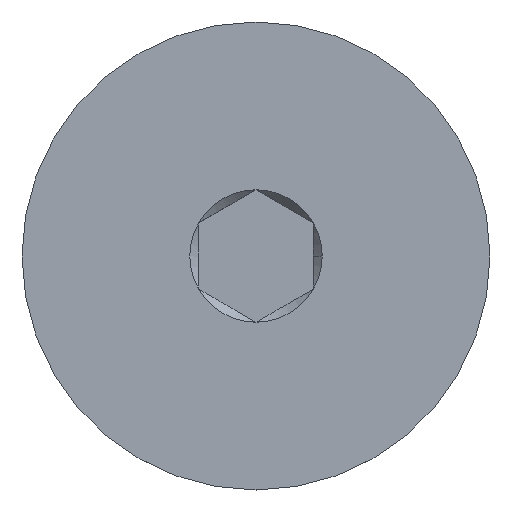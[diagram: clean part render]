
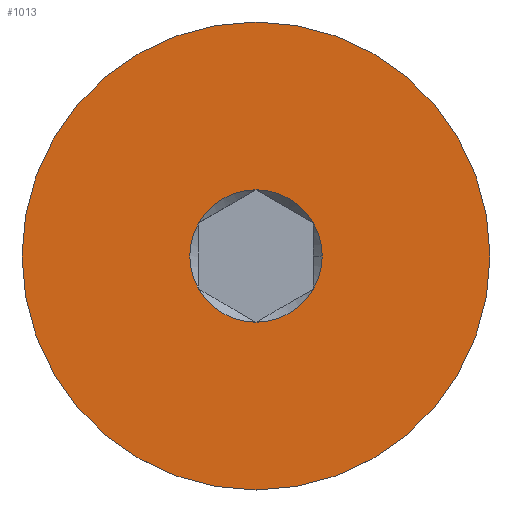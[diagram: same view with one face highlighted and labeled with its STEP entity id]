
A CAD part, top view. The second image highlights one B-rep face of the part: STEP entity #1013.
In plain terms, the highlighted planar face has unit normal (0, 0, 1).
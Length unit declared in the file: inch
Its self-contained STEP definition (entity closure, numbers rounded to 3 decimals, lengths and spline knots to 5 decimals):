
#14 = CARTESIAN_POINT ( 'NONE',  ( 0., 0., 0.125 ) ) ;
#67 = EDGE_CURVE ( 'NONE', #601, #2090, #212, .T. ) ;
#81 = DIRECTION ( 'NONE',  ( 1., 0., 0. ) ) ;
#97 = DIRECTION ( 'NONE',  ( 1., 0., 0. ) ) ;
#106 = AXIS2_PLACEMENT_3D ( 'NONE', #1499, #1639, #81 ) ;
#124 = AXIS2_PLACEMENT_3D ( 'NONE', #2427, #875, #97 ) ;
#146 = FACE_BOUND ( 'NONE', #1268, .T. ) ;
#174 = AXIS2_PLACEMENT_3D ( 'NONE', #2083, #1889, #938 ) ;
#212 = CIRCLE ( 'NONE', #1168, 0.03608 ) ;
#216 = CIRCLE ( 'NONE', #1689, 0.03608 ) ;
#236 = VERTEX_POINT ( 'NONE', #1193 ) ;
#260 = ORIENTED_EDGE ( 'NONE', *, *, #1966, .F. ) ;
#272 = EDGE_CURVE ( 'NONE', #2058, #573, #2405, .T. ) ;
#284 = AXIS2_PLACEMENT_3D ( 'NONE', #1378, #611, #1795 ) ;
#307 = CARTESIAN_POINT ( 'NONE',  ( 0., 0., 0.125 ) ) ;
#317 = DIRECTION ( 'NONE',  ( 0., 0., 1. ) ) ;
#326 = DIRECTION ( 'NONE',  ( 0., 0., 1. ) ) ;
#336 = ORIENTED_EDGE ( 'NONE', *, *, #272, .F. ) ;
#374 = DIRECTION ( 'NONE',  ( 0., 0., 1. ) ) ;
#410 = CARTESIAN_POINT ( 'NONE',  ( -0.03125, 0.01804, 0.125 ) ) ;
#425 = DIRECTION ( 'NONE',  ( 0., 1., 0. ) ) ;
#515 = ORIENTED_EDGE ( 'NONE', *, *, #854, .F. ) ;
#535 = CARTESIAN_POINT ( 'NONE',  ( 0., -0.1275, 0.125 ) ) ;
#539 = FACE_OUTER_BOUND ( 'NONE', #965, .T. ) ;
#573 = VERTEX_POINT ( 'NONE', #1751 ) ;
#587 = CIRCLE ( 'NONE', #124, 0.03608 ) ;
#601 = VERTEX_POINT ( 'NONE', #1968 ) ;
#606 = CIRCLE ( 'NONE', #174, 0.03608 ) ;
#611 = DIRECTION ( 'NONE',  ( 0., 0., -1. ) ) ;
#719 = DIRECTION ( 'NONE',  ( 0., -1., 0. ) ) ;
#767 = EDGE_CURVE ( 'NONE', #2090, #1989, #216, .T. ) ;
#785 = DIRECTION ( 'NONE',  ( 0., 0., 1. ) ) ;
#817 = VERTEX_POINT ( 'NONE', #2270 ) ;
#854 = EDGE_CURVE ( 'NONE', #817, #1228, #1028, .T. ) ;
#875 = DIRECTION ( 'NONE',  ( 0., 0., 1. ) ) ;
#937 = AXIS2_PLACEMENT_3D ( 'NONE', #14, #785, #1400 ) ;
#938 = DIRECTION ( 'NONE',  ( 1., 0., 0. ) ) ;
#965 = EDGE_LOOP ( 'NONE', ( #2238, #336 ) ) ;
#1013 = ADVANCED_FACE ( 'NONE', ( #146, #539 ), #1334, .T. ) ;
#1028 = CIRCLE ( 'NONE', #106, 0.03608 ) ;
#1033 = CIRCLE ( 'NONE', #937, 0.03608 ) ;
#1134 = ORIENTED_EDGE ( 'NONE', *, *, #2389, .F. ) ;
#1160 = DIRECTION ( 'NONE',  ( 0., 0., -1. ) ) ;
#1168 = AXIS2_PLACEMENT_3D ( 'NONE', #1852, #326, #1652 ) ;
#1193 = CARTESIAN_POINT ( 'NONE',  ( 0.03125, 0.01804, 0.125 ) ) ;
#1218 = AXIS2_PLACEMENT_3D ( 'NONE', #2155, #1160, #425 ) ;
#1228 = VERTEX_POINT ( 'NONE', #410 ) ;
#1268 = EDGE_LOOP ( 'NONE', ( #260, #1533, #1134, #1304, #2193, #1945, #515 ) ) ;
#1287 = CARTESIAN_POINT ( 'NONE',  ( 0., 0., 0.125 ) ) ;
#1304 = ORIENTED_EDGE ( 'NONE', *, *, #767, .F. ) ;
#1308 = CARTESIAN_POINT ( 'NONE',  ( 0., -0.03608, 0.125 ) ) ;
#1334 = PLANE ( 'NONE',  #2210 ) ;
#1357 = VERTEX_POINT ( 'NONE', #1803 ) ;
#1378 = CARTESIAN_POINT ( 'NONE',  ( 0., 0., 0.125 ) ) ;
#1400 = DIRECTION ( 'NONE',  ( 1., 0., 0. ) ) ;
#1499 = CARTESIAN_POINT ( 'NONE',  ( 0., 0., 0.125 ) ) ;
#1509 = EDGE_CURVE ( 'NONE', #573, #2058, #1561, .T. ) ;
#1533 = ORIENTED_EDGE ( 'NONE', *, *, #2281, .F. ) ;
#1559 = EDGE_CURVE ( 'NONE', #1228, #601, #1033, .T. ) ;
#1561 = CIRCLE ( 'NONE', #284, 0.1275 ) ;
#1639 = DIRECTION ( 'NONE',  ( 0., 0., 1. ) ) ;
#1652 = DIRECTION ( 'NONE',  ( 1., 0., 0. ) ) ;
#1666 = DIRECTION ( 'NONE',  ( 1., 0., 0. ) ) ;
#1678 = DIRECTION ( 'NONE',  ( 1., 0., 0. ) ) ;
#1689 = AXIS2_PLACEMENT_3D ( 'NONE', #1287, #317, #1678 ) ;
#1750 = CARTESIAN_POINT ( 'NONE',  ( 0., 0., 0.125 ) ) ;
#1751 = CARTESIAN_POINT ( 'NONE',  ( 0., 0.1275, 0.125 ) ) ;
#1795 = DIRECTION ( 'NONE',  ( 0., 1., 0. ) ) ;
#1803 = CARTESIAN_POINT ( 'NONE',  ( 0.03608, 0., 0.125 ) ) ;
#1852 = CARTESIAN_POINT ( 'NONE',  ( 0., 0., 0.125 ) ) ;
#1876 = DIRECTION ( 'NONE',  ( 0., 0., 1. ) ) ;
#1889 = DIRECTION ( 'NONE',  ( 0., 0., 1. ) ) ;
#1945 = ORIENTED_EDGE ( 'NONE', *, *, #1559, .F. ) ;
#1966 = EDGE_CURVE ( 'NONE', #236, #817, #606, .T. ) ;
#1968 = CARTESIAN_POINT ( 'NONE',  ( -0.03125, -0.01804, 0.125 ) ) ;
#1989 = VERTEX_POINT ( 'NONE', #2287 ) ;
#2058 = VERTEX_POINT ( 'NONE', #535 ) ;
#2083 = CARTESIAN_POINT ( 'NONE',  ( 0., 0., 0.125 ) ) ;
#2090 = VERTEX_POINT ( 'NONE', #1308 ) ;
#2155 = CARTESIAN_POINT ( 'NONE',  ( 0., 0., 0.125 ) ) ;
#2193 = ORIENTED_EDGE ( 'NONE', *, *, #67, .F. ) ;
#2210 = AXIS2_PLACEMENT_3D ( 'NONE', #1750, #374, #719 ) ;
#2238 = ORIENTED_EDGE ( 'NONE', *, *, #1509, .F. ) ;
#2270 = CARTESIAN_POINT ( 'NONE',  ( 0., 0.03608, 0.125 ) ) ;
#2281 = EDGE_CURVE ( 'NONE', #1357, #236, #587, .T. ) ;
#2287 = CARTESIAN_POINT ( 'NONE',  ( 0.03125, -0.01804, 0.125 ) ) ;
#2389 = EDGE_CURVE ( 'NONE', #1989, #1357, #2414, .T. ) ;
#2405 = CIRCLE ( 'NONE', #1218, 0.1275 ) ;
#2414 = CIRCLE ( 'NONE', #2488, 0.03608 ) ;
#2427 = CARTESIAN_POINT ( 'NONE',  ( 0., 0., 0.125 ) ) ;
#2488 = AXIS2_PLACEMENT_3D ( 'NONE', #307, #1876, #1666 ) ;
